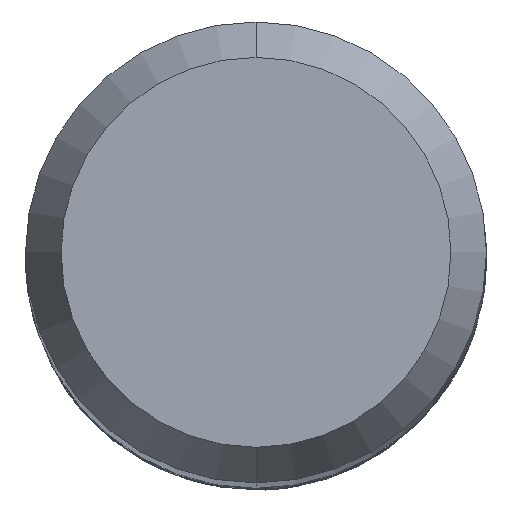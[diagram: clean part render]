
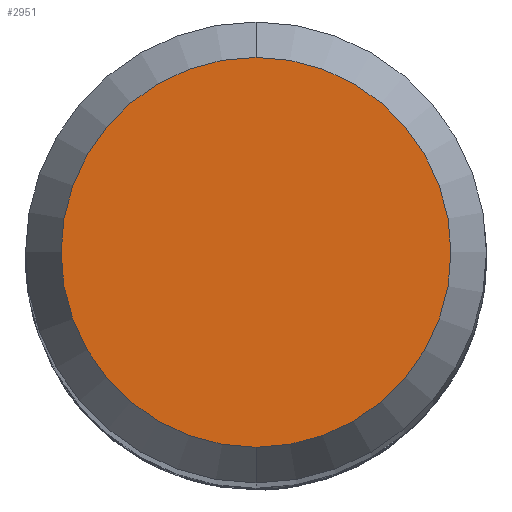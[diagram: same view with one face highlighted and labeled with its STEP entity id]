
A CAD part, top view. The second image highlights one B-rep face of the part: STEP entity #2951.
In plain terms, the highlighted planar face has unit normal (0, 0, 1).
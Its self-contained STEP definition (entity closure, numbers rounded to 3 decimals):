
#1473=EDGE_CURVE('',#2995,#2589,#3599,.T.);
#1603=EDGE_CURVE('',#2589,#2995,#3738,.T.);
#2589=VERTEX_POINT('',#4811);
#2951=ADVANCED_FACE('',(#5204),#5205,.T.);
#2995=VERTEX_POINT('',#5253);
#3599=CIRCLE('',#8968,2.538);
#3738=CIRCLE('',#9963,2.538);
#4811=CARTESIAN_POINT('',(0.,-2.538,0.0));
#5204=FACE_OUTER_BOUND('',#22016,.T.);
#5205=PLANE('',#22017);
#5253=CARTESIAN_POINT('',(0.0,2.538,0.0));
#8968=AXIS2_PLACEMENT_3D('',#23722,#23723,#23724);
#9963=AXIS2_PLACEMENT_3D('',#23842,#23843,#23844);
#22016=EDGE_LOOP('',(#25283,#25284));
#22017=AXIS2_PLACEMENT_3D('',#25285,#25286,#25287);
#23722=CARTESIAN_POINT('',(0.0,0.0,0.0));
#23723=DIRECTION('',(0.0,0.0,-1.0));
#23724=DIRECTION('',(0.0,1.0,0.0));
#23842=CARTESIAN_POINT('',(0.0,0.0,0.0));
#23843=DIRECTION('',(0.0,0.0,-1.0));
#23844=DIRECTION('',(0.0,1.0,0.0));
#25283=ORIENTED_EDGE('',*,*,#1473,.F.);
#25284=ORIENTED_EDGE('',*,*,#1603,.F.);
#25285=CARTESIAN_POINT('',(0.0,1.269,0.0));
#25286=DIRECTION('',(-0.0,0.0,1.0));
#25287=DIRECTION('',(0.0,-1.0,0.0));
